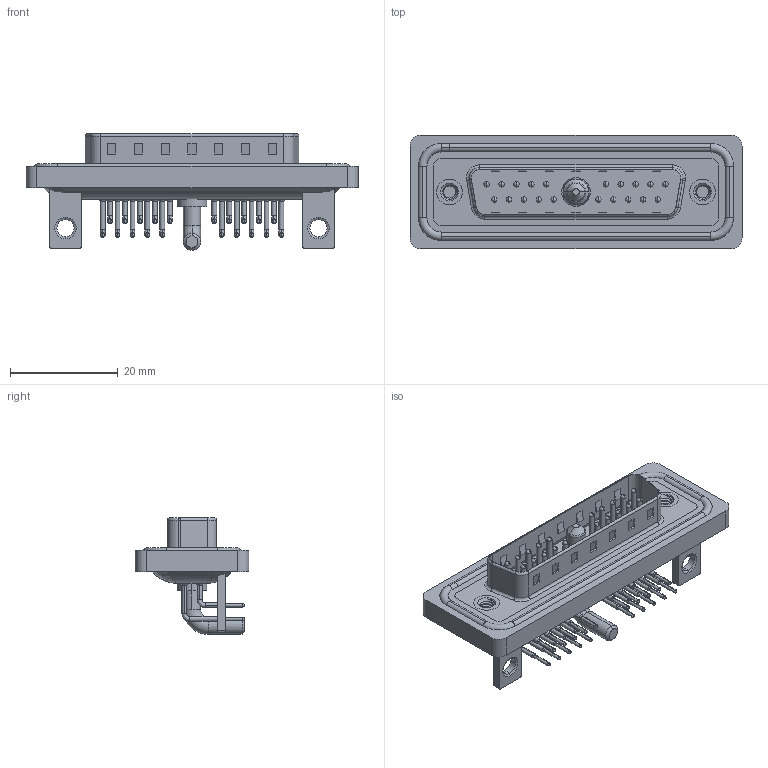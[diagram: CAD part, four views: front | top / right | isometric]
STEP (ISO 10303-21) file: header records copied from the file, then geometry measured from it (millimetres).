
FILE_DESCRIPTION (( 'STEP AP203' ), '1' );
FILE_NAME ('629W21W1140-3N4.STEP', '2024-04-11T17:28:50', ( '' ), ( '' ), 'SwSTEP 2.0', 'SolidWorks 2023', '' );
FILE_SCHEMA (( 'CONFIG_CONTROL_DESIGN' ));
Length unit declared in the file: millimetre
Products named in the file (10): 629Combo Contact Row 2; 629Combo Shell Rear_25 Contacts; 629Combo Threaded Rivet_3; 629Combo Contact Row 1; 629Combo Waterproof Housing_25 Contacts; 629Combo Shell Front_25 Contacts; 629W21W1140-3N4; 629Combo Stabilizer Bracket; Power Pin_30A RA; 629Combo Housing_21W1
Assembly tree (29 placements, depth 2):
  629W21W1140-3N4
    629Combo Housing_21W1
    629Combo Shell Rear_25 Contacts
    629Combo Shell Front_25 Contacts
    629Combo Waterproof Housing_25 Contacts
    629Combo Threaded Rivet_3  x2
    629Combo Stabilizer Bracket  x2
    Power Pin_30A RA
    629Combo Contact Row 1  x10
    629Combo Contact Row 2  x10
Bounding box: 61.75 x 21.1 x 21.7 mm (x, y, z)
Volume: 7723.5 mm3; surface area: 13326.1 mm2
Topology: 31 solids, 31 shells, 2766 faces, 7655 edges, 4967 vertices
Faces by surface type: plane 1519, cylinder 947, bspline 131, cone 101, torus 68
Entity records: 30275 total; most frequent: CARTESIAN_POINT 6613, DIRECTION 4826, ORIENTED_EDGE 4466, EDGE_CURVE 2233, AXIS2_PLACEMENT_3D 1769, VERTEX_POINT 1442, LINE 1288, VECTOR 1288
